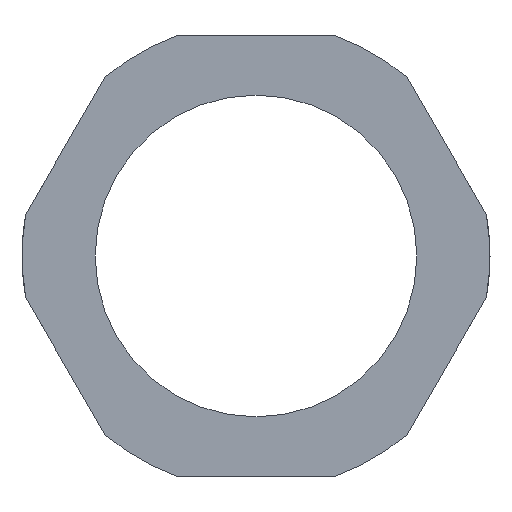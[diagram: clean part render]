
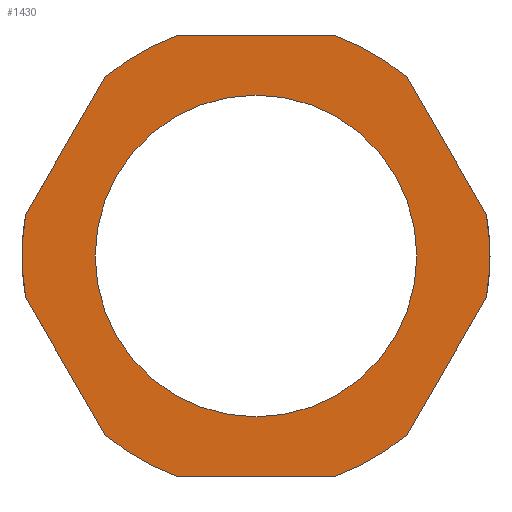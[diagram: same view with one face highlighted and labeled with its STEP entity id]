
A CAD part, front view. The second image highlights one B-rep face of the part: STEP entity #1430.
In plain terms, the highlighted face is planar.
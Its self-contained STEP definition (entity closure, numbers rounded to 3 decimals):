
#440=CARTESIAN_POINT('',(-3.,14.698,0.));
#450=DIRECTION('',(-1.,0.,0.));
#460=DIRECTION('',(0.,1.,0.));
#470=AXIS2_PLACEMENT_3D('',#440,#450,#460);
#480=PLANE('',#470);
#490=CARTESIAN_POINT('',(-3.,0.,0.));
#500=DIRECTION('',(-1.,0.,0.));
#510=DIRECTION('',(0.,1.,0.));
#520=AXIS2_PLACEMENT_3D('',#490,#500,#510);
#530=CIRCLE('',#520,11.688);
#540=CARTESIAN_POINT('',(-3.,11.688,0.));
#550=VERTEX_POINT('',#540);
#560=CARTESIAN_POINT('',(-3.,-11.688,0.));
#570=VERTEX_POINT('',#560);
#580=EDGE_CURVE('',#550,#570,#530,.T.);
#590=ORIENTED_EDGE('',*,*,#580,.F.);
#600=EDGE_CURVE('',#570,#550,#530,.T.);
#610=ORIENTED_EDGE('',*,*,#600,.F.);
#620=EDGE_LOOP('',(#610,#590));
#630=FACE_BOUND('',#620,.T.);
#640=CARTESIAN_POINT('',(-3.,-18.475,0.));
#650=DIRECTION('',(0.,-0.5,0.866));
#660=VECTOR('',#650,1.);
#670=LINE('',#640,#660);
#680=CARTESIAN_POINT('',(-3.,-10.984,-12.975));
#690=VERTEX_POINT('',#680);
#700=CARTESIAN_POINT('',(-3.,-16.729,-3.025));
#710=VERTEX_POINT('',#700);
#720=EDGE_CURVE('',#690,#710,#670,.T.);
#730=ORIENTED_EDGE('',*,*,#720,.T.);
#740=CARTESIAN_POINT('',(-3.,0.,0.));
#750=DIRECTION('',(-1.,0.,0.));
#760=DIRECTION('',(0.,1.,0.));
#770=AXIS2_PLACEMENT_3D('',#740,#750,#760);
#780=CIRCLE('',#770,17.);
#790=CARTESIAN_POINT('',(-3.,-5.745,-16.));
#800=VERTEX_POINT('',#790);
#810=EDGE_CURVE('',#800,#690,#780,.T.);
#820=ORIENTED_EDGE('',*,*,#810,.T.);
#830=CARTESIAN_POINT('',(-3.,0.,-16.));
#840=DIRECTION('',(0.,-1.,0.));
#850=VECTOR('',#840,1.);
#860=LINE('',#830,#850);
#870=CARTESIAN_POINT('',(-3.,5.745,-16.));
#880=VERTEX_POINT('',#870);
#890=EDGE_CURVE('',#880,#800,#860,.T.);
#900=ORIENTED_EDGE('',*,*,#890,.T.);
#910=CARTESIAN_POINT('',(-3.,10.984,-12.975));
#920=VERTEX_POINT('',#910);
#930=EDGE_CURVE('',#920,#880,#780,.T.);
#940=ORIENTED_EDGE('',*,*,#930,.T.);
#950=CARTESIAN_POINT('',(-3.,18.475,0.));
#960=DIRECTION('',(0.,-0.5,-0.866));
#970=VECTOR('',#960,1.);
#980=LINE('',#950,#970);
#990=CARTESIAN_POINT('',(-3.,16.729,-3.025));
#1000=VERTEX_POINT('',#990);
#1010=EDGE_CURVE('',#1000,#920,#980,.T.);
#1020=ORIENTED_EDGE('',*,*,#1010,.T.);
#1030=CARTESIAN_POINT('',(-3.,16.729,3.025));
#1040=VERTEX_POINT('',#1030);
#1050=EDGE_CURVE('',#1040,#1000,#780,.T.);
#1060=ORIENTED_EDGE('',*,*,#1050,.T.);
#1070=CARTESIAN_POINT('',(-3.,18.475,0.));
#1080=DIRECTION('',(0.,0.5,-0.866));
#1090=VECTOR('',#1080,1.);
#1100=LINE('',#1070,#1090);
#1110=CARTESIAN_POINT('',(-3.,10.984,12.975));
#1120=VERTEX_POINT('',#1110);
#1130=EDGE_CURVE('',#1120,#1040,#1100,.T.);
#1140=ORIENTED_EDGE('',*,*,#1130,.T.);
#1150=CARTESIAN_POINT('',(-3.,5.745,16.));
#1160=VERTEX_POINT('',#1150);
#1170=EDGE_CURVE('',#1160,#1120,#780,.T.);
#1180=ORIENTED_EDGE('',*,*,#1170,.T.);
#1190=CARTESIAN_POINT('',(-3.,0.,16.));
#1200=DIRECTION('',(0.,1.,0.));
#1210=VECTOR('',#1200,1.);
#1220=LINE('',#1190,#1210);
#1230=CARTESIAN_POINT('',(-3.,-5.745,16.));
#1240=VERTEX_POINT('',#1230);
#1250=EDGE_CURVE('',#1240,#1160,#1220,.T.);
#1260=ORIENTED_EDGE('',*,*,#1250,.T.);
#1270=CARTESIAN_POINT('',(-3.,-10.984,12.975));
#1280=VERTEX_POINT('',#1270);
#1290=EDGE_CURVE('',#1280,#1240,#780,.T.);
#1300=ORIENTED_EDGE('',*,*,#1290,.T.);
#1310=CARTESIAN_POINT('',(-3.,-18.475,0.));
#1320=DIRECTION('',(0.,0.5,0.866));
#1330=VECTOR('',#1320,1.);
#1340=LINE('',#1310,#1330);
#1350=CARTESIAN_POINT('',(-3.,-16.729,3.025));
#1360=VERTEX_POINT('',#1350);
#1370=EDGE_CURVE('',#1360,#1280,#1340,.T.);
#1380=ORIENTED_EDGE('',*,*,#1370,.T.);
#1390=EDGE_CURVE('',#710,#1360,#780,.T.);
#1400=ORIENTED_EDGE('',*,*,#1390,.T.);
#1410=EDGE_LOOP('',(#1400,#1380,#1300,#1260,#1180,#1140,#1060,#1020,#940
,#900,#820,#730));
#1420=FACE_OUTER_BOUND('',#1410,.T.);
#1430=ADVANCED_FACE('',(#630,#1420),#480,.T.);
